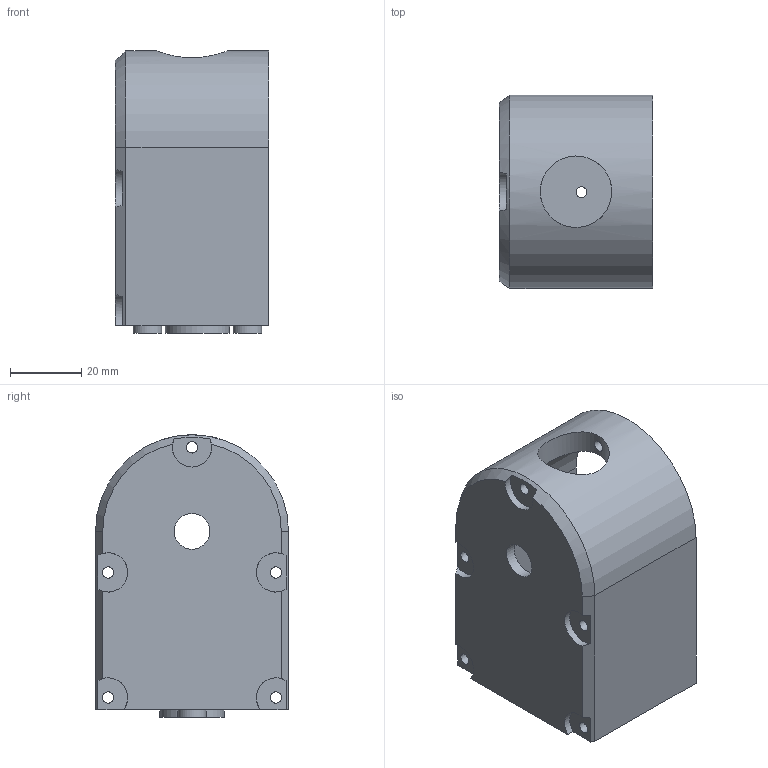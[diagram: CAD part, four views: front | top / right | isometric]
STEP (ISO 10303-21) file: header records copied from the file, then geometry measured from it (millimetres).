
FILE_DESCRIPTION(/* description */ ('STEP AP214'),/* implementation_level */ '2;1');
FILE_NAME(/* name */ '681941eb50d50a4ee4875a3e',/* time_stamp */ '2025-05-05T22:55:40Z',/* author */ (''),/* organization */ (''),/* preprocessor_version */ 'ST-DEVELOPER v20',/* originating_system */ 'ONSHAPE BY PTC INC, 1.197',/* authorisation */ ' ');
FILE_SCHEMA (('AUTOMOTIVE_DESIGN {1 0 10303 214 3 1 1}'));
Length unit declared in the file: metre
Products named in the file (1): Part 1
Bounding box: 43 x 54 x 79 mm (x, y, z)
Volume: 61821.7 mm3; surface area: 27700.6 mm2
Topology: 1 solids, 1 shells, 49 faces, 125 edges, 84 vertices
Faces by surface type: cylinder 25, plane 23, cone 1
Full cylindrical faces by diameter (mm): 3 x1, 3.2 x6, 5 x2, 8 x2, 9 x2, 10 x1, 18 x1, 20 x1
Entity records: 1529 total; most frequent: CARTESIAN_POINT 300, DIRECTION 254, ORIENTED_EDGE 210, EDGE_CURVE 105, AXIS2_PLACEMENT_3D 105, EDGE_LOOP 97, FACE_BOUND 97, VERTEX_POINT 80
